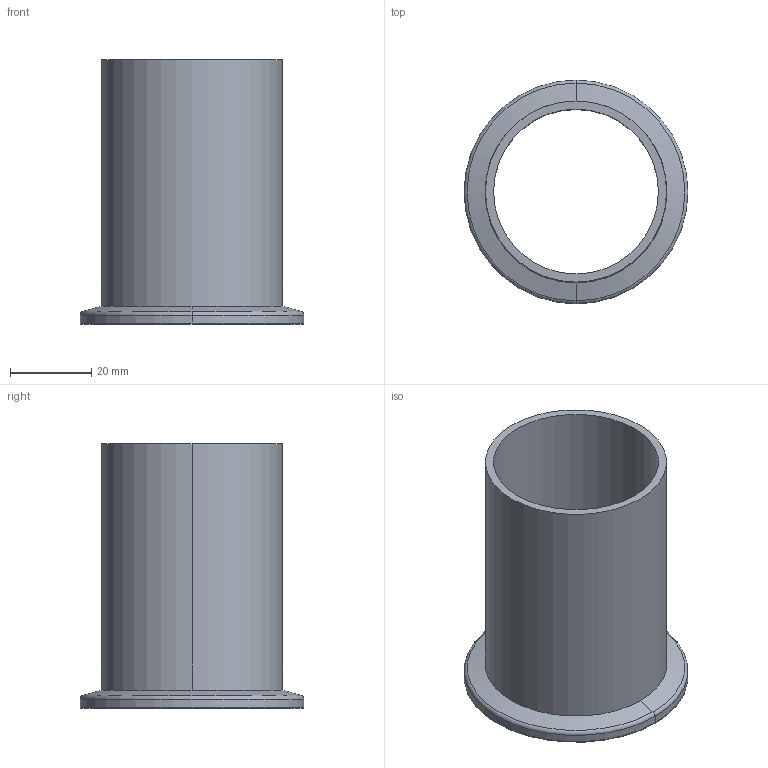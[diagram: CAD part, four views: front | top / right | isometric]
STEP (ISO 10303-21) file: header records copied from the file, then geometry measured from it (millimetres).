
FILE_DESCRIPTION (( 'STEP AP214' ), '1' );
FILE_NAME ('Hositrad_KO40-44.STEP', '2017-05-29T08:44:09', ( 'Gebruiker' ), ( '' ), 'SwSTEP 2.0', 'SolidWorks 2017', '' );
FILE_SCHEMA (( 'AUTOMOTIVE_DESIGN' ));
Length unit declared in the file: millimetre
Products named in the file (3): KF-Full&half-Nipple-Tube-All_KO40-44; KF40-44.5WS; Hositrad_KO40-44
Assembly tree (2 placements, depth 2):
  Hositrad_KO40-44
    KF-Full&half-Nipple-Tube-All_KO40-44
    KF40-44.5WS
Bounding box: 55 x 55 x 65 mm (x, y, z)
Volume: 20177.5 mm3; surface area: 20081.2 mm2
Topology: 2 solids, 2 shells, 22 faces, 44 edges, 26 vertices
Faces by surface type: cylinder 10, plane 4, torus 4, cone 4
Entity records: 696 total; most frequent: DIRECTION 128, CARTESIAN_POINT 97, ORIENTED_EDGE 88, AXIS2_PLACEMENT_3D 57, EDGE_CURVE 44, CIRCLE 30, EDGE_LOOP 26, VERTEX_POINT 26
